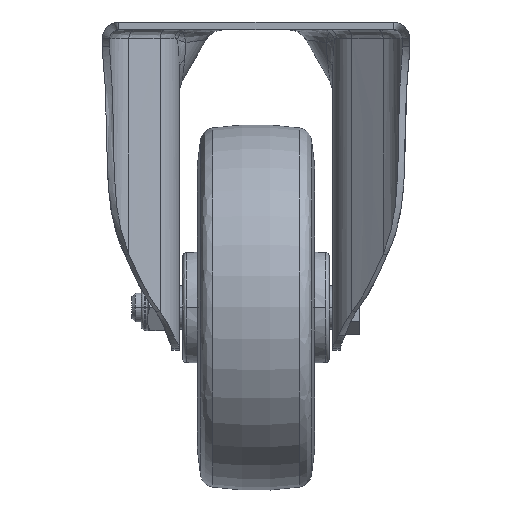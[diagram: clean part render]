
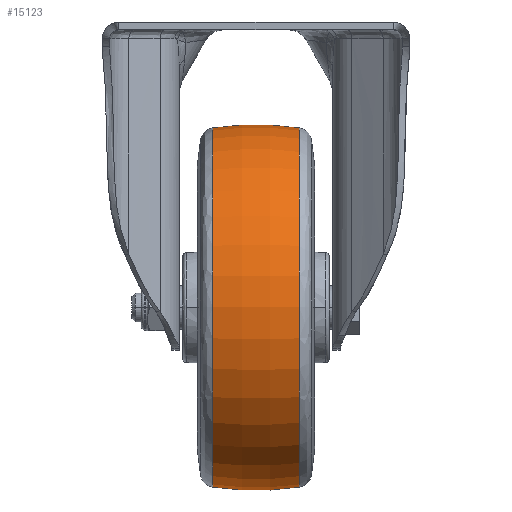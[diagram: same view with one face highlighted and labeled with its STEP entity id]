
A CAD part, top view. The second image highlights one B-rep face of the part: STEP entity #15123.
In plain terms, the highlighted toroidal (fillet/blend) face has major radius 30 mm and minor radius 80 mm.
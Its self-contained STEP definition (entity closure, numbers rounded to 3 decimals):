
#591 = TOROIDAL_SURFACE ( 'NONE', #11043, -30., 80. ) ;
#698 = DIRECTION ( 'NONE',  ( 1., 0., 0. ) ) ;
#807 = ORIENTED_EDGE ( 'NONE', *, *, #860, .F. ) ;
#860 = EDGE_CURVE ( 'NONE', #12240, #7359, #13284, .T. ) ;
#1834 = EDGE_LOOP ( 'NONE', ( #807, #1999, #9017, #6329 ) ) ;
#1999 = ORIENTED_EDGE ( 'NONE', *, *, #12041, .T. ) ;
#3452 = DIRECTION ( 'NONE',  ( 0., -1., 0. ) ) ;
#4225 = CARTESIAN_POINT ( 'NONE',  ( 11.805, -127.624, 0. ) ) ;
#4341 = DIRECTION ( 'NONE',  ( 0., 0., -1. ) ) ;
#4564 = CARTESIAN_POINT ( 'NONE',  ( -11.805, -78.5, 0. ) ) ;
#4641 = VERTEX_POINT ( 'NONE', #10760 ) ;
#4691 = CIRCLE ( 'NONE', #11829, 80. ) ;
#4991 = FACE_OUTER_BOUND ( 'NONE', #1834, .T. ) ;
#5211 = DIRECTION ( 'NONE',  ( 0., 0., 1. ) ) ;
#5969 = AXIS2_PLACEMENT_3D ( 'NONE', #13813, #5211, #13582 ) ;
#6329 = ORIENTED_EDGE ( 'NONE', *, *, #11645, .F. ) ;
#6488 = CIRCLE ( 'NONE', #5969, 80. ) ;
#6829 = DIRECTION ( 'NONE',  ( -1., 0., 0. ) ) ;
#7106 = CARTESIAN_POINT ( 'NONE',  ( -11.805, -127.624, 0. ) ) ;
#7238 = DIRECTION ( 'NONE',  ( 0., 1., 0. ) ) ;
#7359 = VERTEX_POINT ( 'NONE', #10438 ) ;
#8291 = CARTESIAN_POINT ( 'NONE',  ( 11.805, -78.5, 0. ) ) ;
#9017 = ORIENTED_EDGE ( 'NONE', *, *, #14700, .F. ) ;
#9855 = DIRECTION ( 'NONE',  ( 1., 0., 0. ) ) ;
#10438 = CARTESIAN_POINT ( 'NONE',  ( -11.805, -29.376, 0. ) ) ;
#10760 = CARTESIAN_POINT ( 'NONE',  ( 11.805, -29.376, 0. ) ) ;
#11043 = AXIS2_PLACEMENT_3D ( 'NONE', #14554, #9855, #7238 ) ;
#11101 = VERTEX_POINT ( 'NONE', #4225 ) ;
#11494 = AXIS2_PLACEMENT_3D ( 'NONE', #4564, #13417, #3452 ) ;
#11645 = EDGE_CURVE ( 'NONE', #7359, #4641, #4691, .T. ) ;
#11800 = CIRCLE ( 'NONE', #13828, 49.124 ) ;
#11829 = AXIS2_PLACEMENT_3D ( 'NONE', #11930, #4341, #6829 ) ;
#11930 = CARTESIAN_POINT ( 'NONE',  ( 0., -108.5, 0. ) ) ;
#12041 = EDGE_CURVE ( 'NONE', #12240, #11101, #6488, .T. ) ;
#12240 = VERTEX_POINT ( 'NONE', #7106 ) ;
#13284 = CIRCLE ( 'NONE', #11494, 49.124 ) ;
#13417 = DIRECTION ( 'NONE',  ( -1., 0., 0. ) ) ;
#13582 = DIRECTION ( 'NONE',  ( 0., -1., 0. ) ) ;
#13813 = CARTESIAN_POINT ( 'NONE',  ( 0., -48.5, 0. ) ) ;
#13828 = AXIS2_PLACEMENT_3D ( 'NONE', #8291, #698, #14261 ) ;
#14261 = DIRECTION ( 'NONE',  ( 0., -1., 0. ) ) ;
#14554 = CARTESIAN_POINT ( 'NONE',  ( 0., -78.5, 0. ) ) ;
#14700 = EDGE_CURVE ( 'NONE', #4641, #11101, #11800, .T. ) ;
#15123 = ADVANCED_FACE ( 'NONE', ( #4991 ), #591, .T. ) ;
